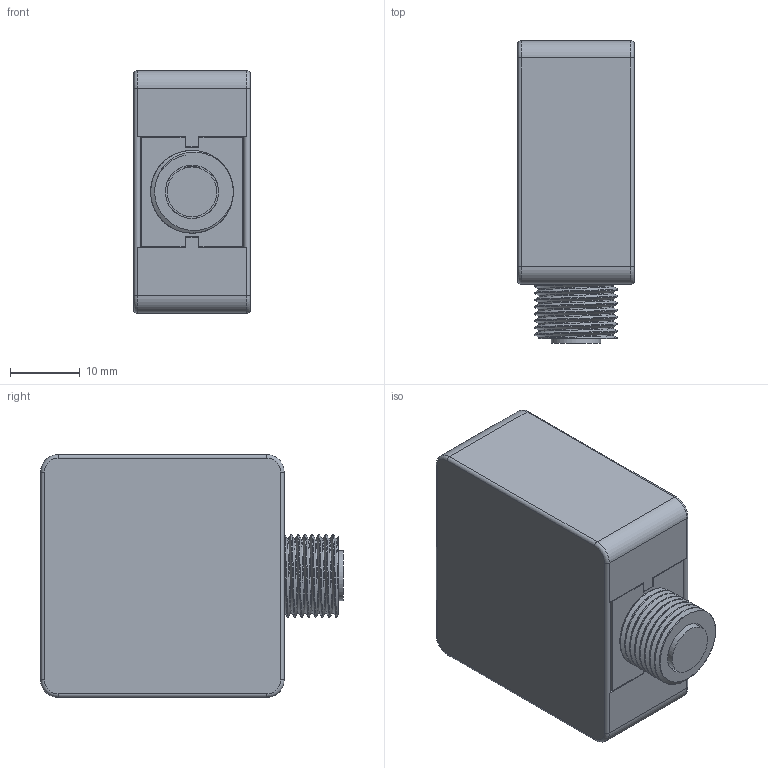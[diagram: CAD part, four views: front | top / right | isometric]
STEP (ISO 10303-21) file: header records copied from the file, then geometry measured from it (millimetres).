
FILE_DESCRIPTION(/* description */ (''),/* implementation_level */ '2;1');
FILE_NAME(/* name */ 'ACTUAL Simualted CB_v21.step',/* time_stamp */ '2021-12-11T14:17:50-07:00',/* author */ (''),/* organization */ (''),/* preprocessor_version */ 'ST-DEVELOPER v18.1',/* originating_system */ 'Autodesk Translation Framework v10.10.0.1391',/* authorisation */ '');
FILE_SCHEMA (('AUTOMOTIVE_DESIGN { 1 0 10303 214 3 1 1 }'));
Length unit declared in the file: millimetre
Products named in the file (8): ACTUAL Simualted CB; Solenoid, Blue; Rod; Body; Faceplate; Button; Boot; Nut
Assembly tree (7 placements, depth 3):
  ACTUAL Simualted CB
    Solenoid, Blue
      Rod
      Body
    Faceplate
    Button
    Boot
    Nut
Bounding box: 16.75 x 43.5 x 34.9 mm (x, y, z)
Volume: 11117.7 mm3; surface area: 13692.1 mm2
Topology: 6 solids, 6 shells, 424 faces, 971 edges, 560 vertices
Faces by surface type: plane 220, cone 120, cylinder 68, bspline 8, torus 8
Full cylindrical faces by diameter (mm): 1.623 x3, 1.854 x1, 1.935 x1, 2.75 x2, 2.997 x1, 5.004 x1, 7.15 x1, 7.65 x1, 8.026 x1, 8.89 x1, 10.741 x7, 11.335 x2, 11.884 x7, 12.452 x3
Entity records: 15989 total; most frequent: CARTESIAN_POINT 7072, ORIENTED_EDGE 1942, DIRECTION 1701, EDGE_CURVE 971, AXIS2_PLACEMENT_3D 639, VERTEX_POINT 560, EDGE_LOOP 447, FACE_OUTER_BOUND 424
